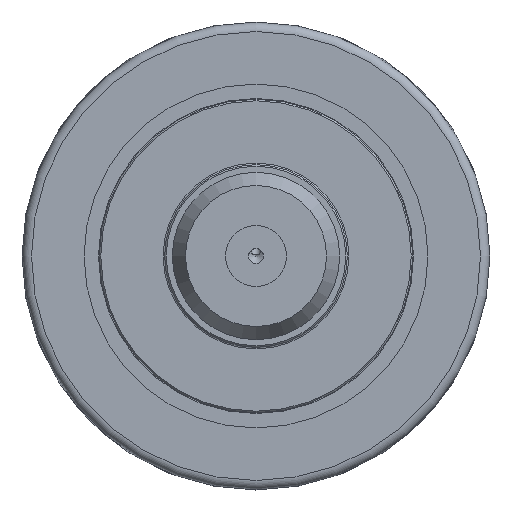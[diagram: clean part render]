
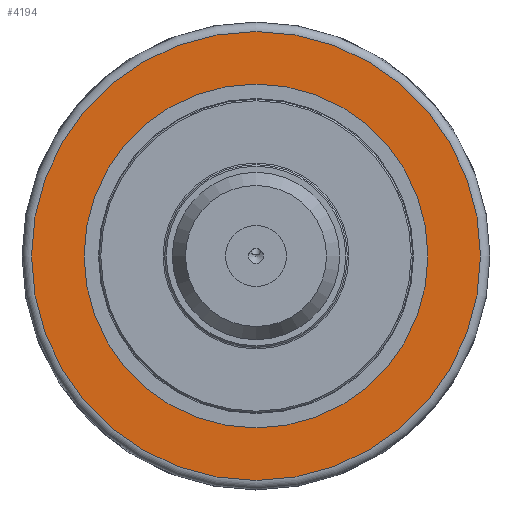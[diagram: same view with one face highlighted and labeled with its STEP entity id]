
A CAD part, left-side view. The second image highlights one B-rep face of the part: STEP entity #4194.
In plain terms, the highlighted planar face has unit normal (-1, 0, 0).
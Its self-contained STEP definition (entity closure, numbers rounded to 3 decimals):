
#141=FACE_BOUND('',#666,.T.);
#227=PLANE('',#4672);
#423=FACE_OUTER_BOUND('',#665,.T.);
#665=EDGE_LOOP('',(#3323,#3324));
#666=EDGE_LOOP('',(#3325,#3326));
#1255=CIRCLE('',#4436,56.5);
#1256=CIRCLE('',#4437,56.5);
#1414=CIRCLE('',#4670,73.773);
#1415=CIRCLE('',#4671,73.773);
#1623=VERTEX_POINT('',#6460);
#1624=VERTEX_POINT('',#6461);
#1778=VERTEX_POINT('',#7241);
#1779=VERTEX_POINT('',#7243);
#2073=EDGE_CURVE('',#1623,#1624,#1255,.T.);
#2074=EDGE_CURVE('',#1624,#1623,#1256,.T.);
#2330=EDGE_CURVE('',#1778,#1779,#1414,.T.);
#2331=EDGE_CURVE('',#1779,#1778,#1415,.T.);
#3323=ORIENTED_EDGE('',*,*,#2331,.F.);
#3324=ORIENTED_EDGE('',*,*,#2330,.F.);
#3325=ORIENTED_EDGE('',*,*,#2074,.T.);
#3326=ORIENTED_EDGE('',*,*,#2073,.T.);
#4194=ADVANCED_FACE('',(#423,#141),#227,.T.);
#4436=AXIS2_PLACEMENT_3D('',#6462,#5204,#5205);
#4437=AXIS2_PLACEMENT_3D('',#6463,#5206,#5207);
#4670=AXIS2_PLACEMENT_3D('',#7244,#5745,#5746);
#4671=AXIS2_PLACEMENT_3D('',#7245,#5747,#5748);
#4672=AXIS2_PLACEMENT_3D('',#7246,#5749,#5750);
#5204=DIRECTION('center_axis',(1.,0.,0.));
#5205=DIRECTION('ref_axis',(0.,0.,
-1.));
#5206=DIRECTION('center_axis',(1.,0.,0.));
#5207=DIRECTION('ref_axis',(0.,0.,
-1.));
#5745=DIRECTION('center_axis',(1.,0.,0.));
#5746=DIRECTION('ref_axis',(0.,0.,
1.));
#5747=DIRECTION('center_axis',(1.,0.,0.));
#5748=DIRECTION('ref_axis',(0.,0.,
1.));
#5749=DIRECTION('center_axis',(-1.,0.,0.));
#5750=DIRECTION('ref_axis',(0.,1.,0.));
#6460=CARTESIAN_POINT('',(28.2,0.,56.5));
#6461=CARTESIAN_POINT('',(28.2,0.,-56.5));
#6462=CARTESIAN_POINT('Origin',(28.2,0.,0.));
#6463=CARTESIAN_POINT('Origin',(28.2,0.,0.));
#7241=CARTESIAN_POINT('',(28.2,73.773,0.));
#7243=CARTESIAN_POINT('',(28.2,0.,-73.773));
#7244=CARTESIAN_POINT('Origin',(28.2,0.,0.));
#7245=CARTESIAN_POINT('Origin',(28.2,0.,0.));
#7246=CARTESIAN_POINT('Origin',(28.2,0.,-66.616));
